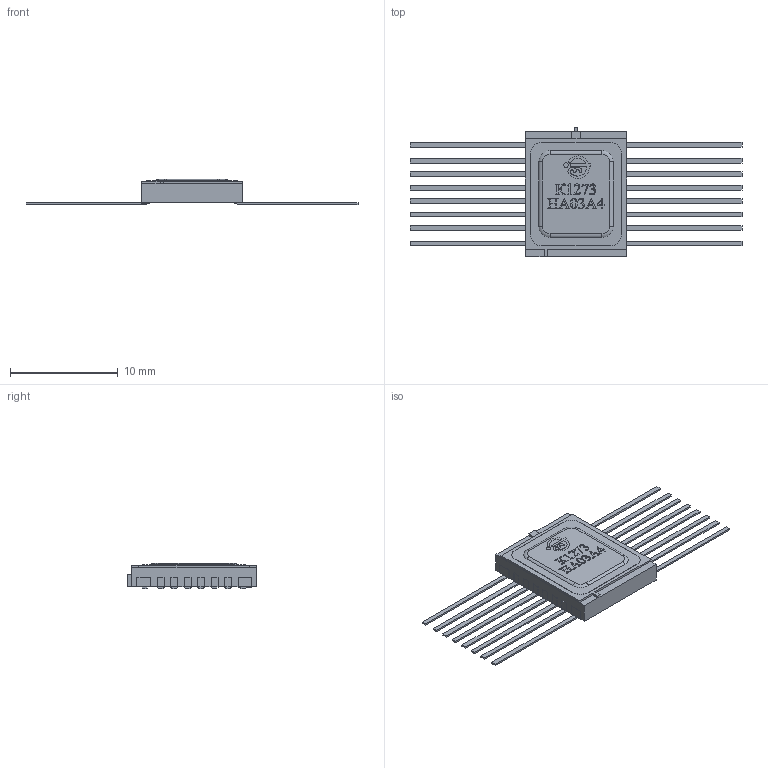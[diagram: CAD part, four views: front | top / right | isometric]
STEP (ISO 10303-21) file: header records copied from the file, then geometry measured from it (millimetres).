
FILE_DESCRIPTION(/* description */ ('Unknown'),/* implementation_level */ '2;1');
FILE_NAME(/* name */ '4112.16-3_К1273НА03А4',/* time_stamp */ '2021-02-17T22:29:14+03:00',/* author */ ('Unknown'),/* organization */ ('Unknown'),/* preprocessor_version */ 'ST-DEVELOPER v16.7',/* originating_system */ 'Solid Edge',/* authorisation */ 'Unknown');
FILE_SCHEMA (('AUTOMOTIVE_DESIGN {1 0 10303 214 3 1 1}'));
Length unit declared in the file: millimetre
Products named in the file (1): 4112.16-3
Bounding box: 30.8 x 12.01 x 2.35 mm (x, y, z)
Volume: 239.1 mm3; surface area: 522.8 mm2
Topology: 7 solids, 7 shells, 482 faces, 1267 edges, 818 vertices
Faces by surface type: plane 409, bspline 36, cylinder 33, torus 4
Full cylindrical faces by diameter (mm): 0.427 x1
Entity records: 18918 total; most frequent: CARTESIAN_POINT 4347, ORIENTED_EDGE 2528, DIRECTION 2146, EDGE_CURVE 1264, LINE 1104, VECTOR 1104, VERTEX_POINT 818, AXIS2_PLACEMENT_3D 521
